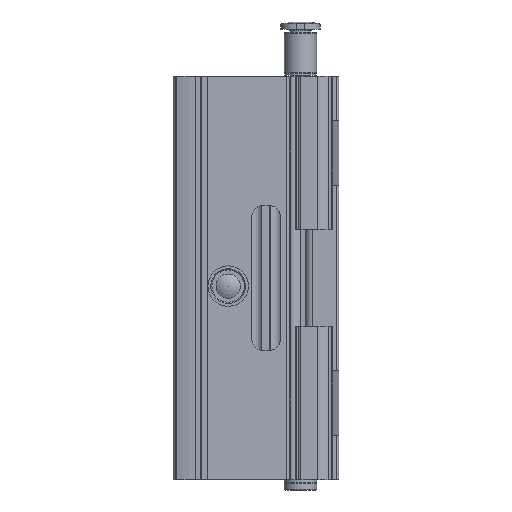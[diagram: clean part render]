
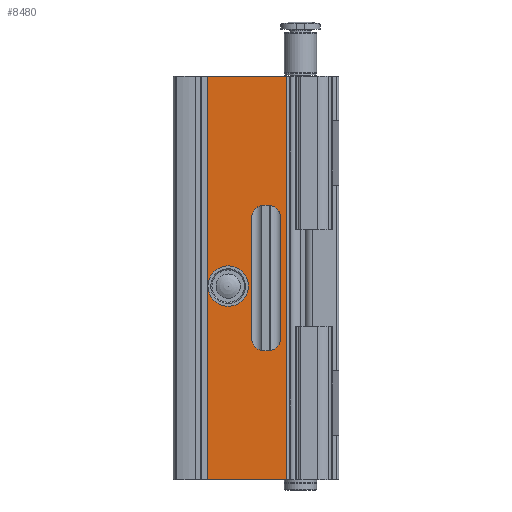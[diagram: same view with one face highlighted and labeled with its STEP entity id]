
A CAD part, left-side view. The second image highlights one B-rep face of the part: STEP entity #8480.
In plain terms, the highlighted planar face has unit normal (-1, 0, 0).
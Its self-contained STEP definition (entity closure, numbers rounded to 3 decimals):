
#277=PLANE('',#9400);
#588=CIRCLE('',#9401,5.);
#589=CIRCLE('',#9402,3.);
#590=CIRCLE('',#9403,3.);
#591=CIRCLE('',#9404,3.);
#592=CIRCLE('',#9405,3.);
#1526=ORIENTED_EDGE('',*,*,#3932,.T.);
#1527=ORIENTED_EDGE('',*,*,#3933,.T.);
#1528=ORIENTED_EDGE('',*,*,#3934,.T.);
#1529=ORIENTED_EDGE('',*,*,#3935,.T.);
#1530=ORIENTED_EDGE('',*,*,#3936,.T.);
#1531=ORIENTED_EDGE('',*,*,#3937,.T.);
#1532=ORIENTED_EDGE('',*,*,#3938,.T.);
#1533=ORIENTED_EDGE('',*,*,#3939,.T.);
#1534=ORIENTED_EDGE('',*,*,#3940,.T.);
#1535=ORIENTED_EDGE('',*,*,#3941,.T.);
#1536=ORIENTED_EDGE('',*,*,#3942,.F.);
#1537=ORIENTED_EDGE('',*,*,#3943,.F.);
#1538=ORIENTED_EDGE('',*,*,#3930,.T.);
#3930=EDGE_CURVE('',#5071,#5070,#5836,.T.);
#3932=EDGE_CURVE('',#5072,#5072,#588,.T.);
#3933=EDGE_CURVE('',#5073,#5074,#589,.T.);
#3934=EDGE_CURVE('',#5074,#5075,#5838,.T.);
#3935=EDGE_CURVE('',#5075,#5076,#590,.T.);
#3936=EDGE_CURVE('',#5076,#5077,#5839,.T.);
#3937=EDGE_CURVE('',#5077,#5078,#591,.T.);
#3938=EDGE_CURVE('',#5078,#5079,#5840,.T.);
#3939=EDGE_CURVE('',#5079,#5080,#592,.T.);
#3940=EDGE_CURVE('',#5080,#5073,#5841,.T.);
#3941=EDGE_CURVE('',#5070,#5081,#5842,.T.);
#3942=EDGE_CURVE('',#5082,#5081,#5843,.T.);
#3943=EDGE_CURVE('',#5071,#5082,#5844,.T.);
#5070=VERTEX_POINT('',#14010);
#5071=VERTEX_POINT('',#14012);
#5072=VERTEX_POINT('',#14016);
#5073=VERTEX_POINT('',#14018);
#5074=VERTEX_POINT('',#14019);
#5075=VERTEX_POINT('',#14021);
#5076=VERTEX_POINT('',#14023);
#5077=VERTEX_POINT('',#14025);
#5078=VERTEX_POINT('',#14027);
#5079=VERTEX_POINT('',#14029);
#5080=VERTEX_POINT('',#14031);
#5081=VERTEX_POINT('',#14034);
#5082=VERTEX_POINT('',#14036);
#5836=LINE('',#14011,#6529);
#5838=LINE('',#14020,#6531);
#5839=LINE('',#14024,#6532);
#5840=LINE('',#14028,#6533);
#5841=LINE('',#14032,#6534);
#5842=LINE('',#14033,#6535);
#5843=LINE('',#14035,#6536);
#5844=LINE('',#14037,#6537);
#6529=VECTOR('',#10921,1000.);
#6531=VECTOR('',#10929,1000.);
#6532=VECTOR('',#10932,1000.);
#6533=VECTOR('',#10935,1000.);
#6534=VECTOR('',#10938,1000.);
#6535=VECTOR('',#10939,1000.);
#6536=VECTOR('',#10940,1000.);
#6537=VECTOR('',#10941,1000.);
#7073=EDGE_LOOP('',(#1526));
#7074=EDGE_LOOP('',(#1527,#1528,#1529,#1530,#1531,#1532,#1533,#1534));
#7075=EDGE_LOOP('',(#1535,#1536,#1537,#1538));
#7664=FACE_BOUND('',#7073,.T.);
#7665=FACE_BOUND('',#7074,.T.);
#7666=FACE_BOUND('',#7075,.T.);
#8480=ADVANCED_FACE('',(#7664,#7665,#7666),#277,.F.);
#9400=AXIS2_PLACEMENT_3D('',#14014,#10923,#10924);
#9401=AXIS2_PLACEMENT_3D('',#14015,#10925,#10926);
#9402=AXIS2_PLACEMENT_3D('',#14017,#10927,#10928);
#9403=AXIS2_PLACEMENT_3D('',#14022,#10930,#10931);
#9404=AXIS2_PLACEMENT_3D('',#14026,#10933,#10934);
#9405=AXIS2_PLACEMENT_3D('',#14030,#10936,#10937);
#10921=DIRECTION('',(0.,0.,-1.));
#10923=DIRECTION('',(1.,0.,0.));
#10924=DIRECTION('',(0.,0.,-1.));
#10925=DIRECTION('',(1.,0.,0.));
#10926=DIRECTION('',(0.,0.,-1.));
#10927=DIRECTION('',(1.,0.,0.));
#10928=DIRECTION('',(0.,0.,-1.));
#10929=DIRECTION('',(0.,-1.,0.));
#10930=DIRECTION('',(1.,0.,0.));
#10931=DIRECTION('',(0.,0.,-1.));
#10932=DIRECTION('',(0.,0.,-1.));
#10933=DIRECTION('',(1.,0.,0.));
#10934=DIRECTION('',(0.,0.,-1.));
#10935=DIRECTION('',(0.,1.,0.));
#10936=DIRECTION('',(1.,0.,0.));
#10937=DIRECTION('',(0.,0.,-1.));
#10938=DIRECTION('',(0.,0.,1.));
#10939=DIRECTION('',(0.,-1.,0.));
#10940=DIRECTION('',(0.,0.,-1.));
#10941=DIRECTION('',(0.,-1.,0.));
#14010=CARTESIAN_POINT('',(-17.3,32.5,-50.));
#14011=CARTESIAN_POINT('',(-17.3,32.5,50.));
#14012=CARTESIAN_POINT('',(-17.3,32.5,50.));
#14014=CARTESIAN_POINT('',(-17.3,32.5,50.));
#14015=CARTESIAN_POINT('',(-17.3,27.4,-2.));
#14016=CARTESIAN_POINT('',(-17.3,27.4,-7.));
#14017=CARTESIAN_POINT('',(-17.3,18.6,15.));
#14018=CARTESIAN_POINT('',(-17.3,21.6,15.));
#14019=CARTESIAN_POINT('',(-17.3,18.6,18.));
#14020=CARTESIAN_POINT('',(-17.3,18.6,18.));
#14021=CARTESIAN_POINT('',(-17.3,17.4,18.));
#14022=CARTESIAN_POINT('',(-17.3,17.4,15.));
#14023=CARTESIAN_POINT('',(-17.3,14.4,15.));
#14024=CARTESIAN_POINT('',(-17.3,14.4,15.));
#14025=CARTESIAN_POINT('',(-17.3,14.4,-15.));
#14026=CARTESIAN_POINT('',(-17.3,17.4,-15.));
#14027=CARTESIAN_POINT('',(-17.3,17.4,-18.));
#14028=CARTESIAN_POINT('',(-17.3,17.4,-18.));
#14029=CARTESIAN_POINT('',(-17.3,18.6,-18.));
#14030=CARTESIAN_POINT('',(-17.3,18.6,-15.));
#14031=CARTESIAN_POINT('',(-17.3,21.6,-15.));
#14032=CARTESIAN_POINT('',(-17.3,21.6,-15.));
#14033=CARTESIAN_POINT('',(-17.3,32.5,-50.));
#14034=CARTESIAN_POINT('',(-17.3,12.9,-50.));
#14035=CARTESIAN_POINT('',(-17.3,12.9,50.));
#14036=CARTESIAN_POINT('',(-17.3,12.9,50.));
#14037=CARTESIAN_POINT('',(-17.3,32.5,50.));
